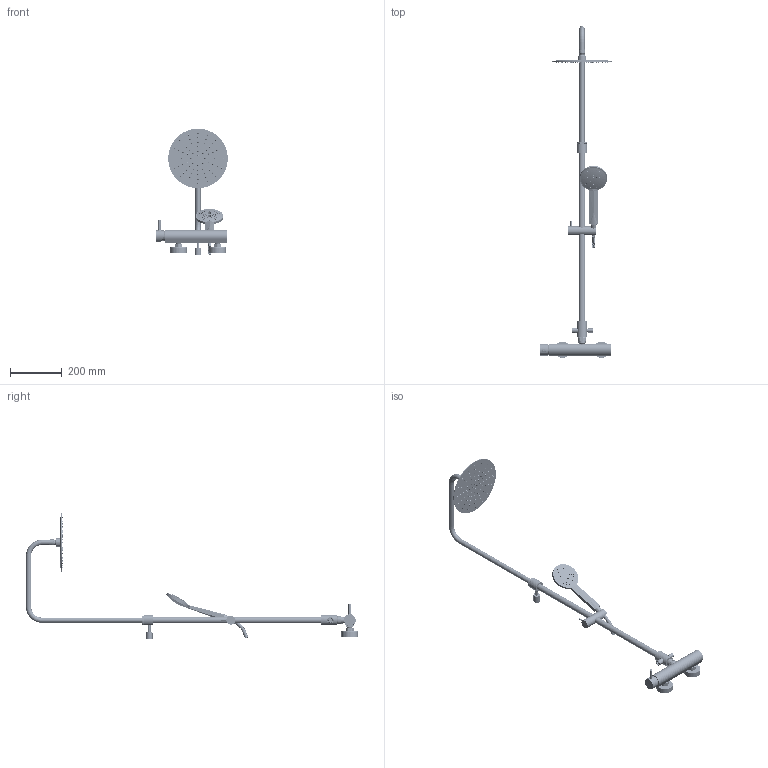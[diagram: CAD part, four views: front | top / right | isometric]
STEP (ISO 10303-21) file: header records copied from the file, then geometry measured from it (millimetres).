
FILE_DESCRIPTION((''),'2;1');
FILE_NAME('ZCOL686SK2CR','2021-11-11T15:02:19',('ut3'),('PAFFONI SpA'),'CREO PARAMETRIC BY PTC INC, 2020044','CREO PARAMETRIC BY PTC INC, 2020044','');
FILE_SCHEMA(('CONFIG_CONTROL_DESIGN','SHAPE_APPEARANCE_LAYERS_GROUPS'));
Products named in the file (1): ZCOL686SK2CR
Bounding box: 276.19 x 1280.7 x 489 mm (x, y, z)
Volume: 915565.8 mm3; surface area: 626762.5 mm2
Topology: 7 solids, 7 shells, 3834 faces, 8238 edges, 4833 vertices
Faces by surface type: torus 1496, cylinder 1110, plane 606, cone 372, sphere 128, bspline 122
Entity records: 194600 total; most frequent: CARTESIAN_POINT 82200, DIRECTION 20094, ORIENTED_EDGE 16422, AXIS2_PLACEMENT_3D 9076, EDGE_CURVE 8211, CIRCLE 5364, VERTEX_POINT 4830, EDGE_LOOP 4469
